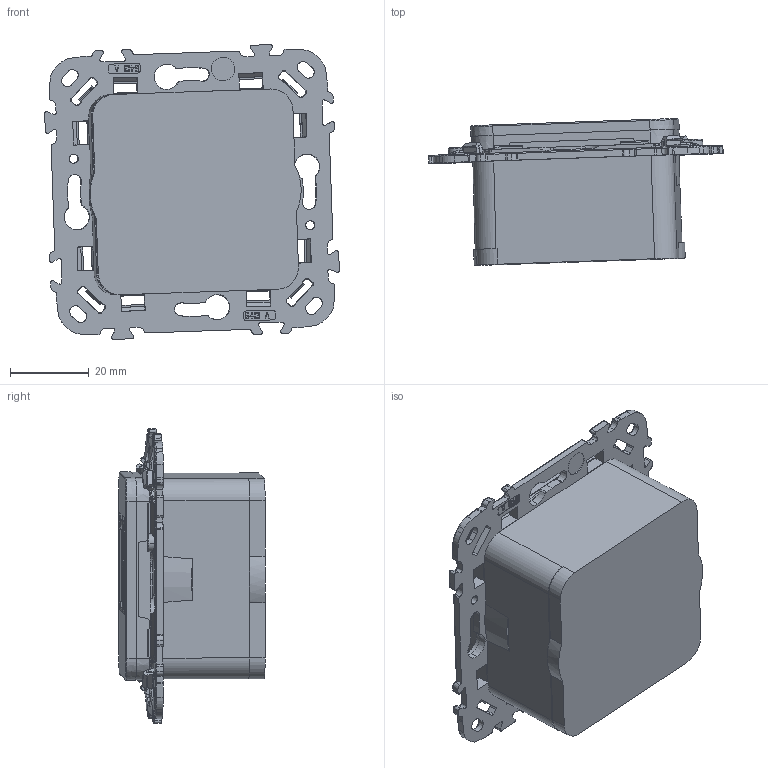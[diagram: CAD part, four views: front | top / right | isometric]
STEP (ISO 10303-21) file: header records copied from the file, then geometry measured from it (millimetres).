
FILE_DESCRIPTION (( 'STEP AP214' ), '1' );
FILE_NAME ('s86-2t8_asm.STEP', '2025-03-26T10:13:35', ( '' ), ( '' ), 'SwSTEP 2.0', 'SolidWorks 2022', '' );
FILE_SCHEMA (( 'AUTOMOTIVE_DESIGN' ));
Length unit declared in the file: millimetre
Products named in the file (1): s86-2t8_asm
Bounding box: 75 x 37.31 x 75.04 mm (x, y, z)
Volume: 95299.4 mm3; surface area: 18049.2 mm2
Topology: 1 solids, 4 shells, 1624 faces, 4486 edges, 2880 vertices
Faces by surface type: plane 1034, cylinder 230, cone 202, torus 89, bspline 69
Entity records: 72667 total; most frequent: CARTESIAN_POINT 14377, ORIENTED_EDGE 8940, DIRECTION 8043, EDGE_CURVE 4470, VECTOR 3273, LINE 3273, VERTEX_POINT 2880, AXIS2_PLACEMENT_3D 2385
